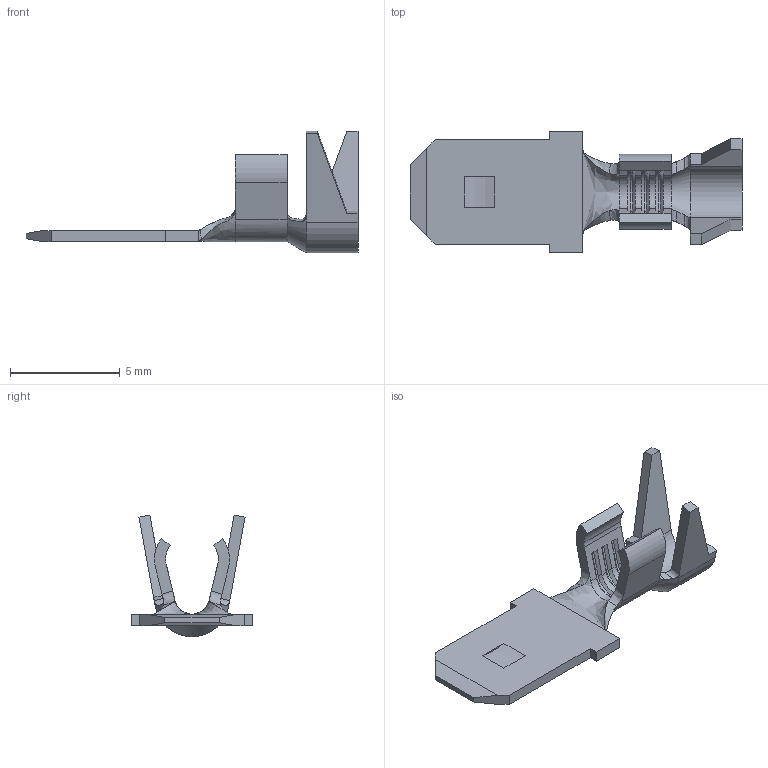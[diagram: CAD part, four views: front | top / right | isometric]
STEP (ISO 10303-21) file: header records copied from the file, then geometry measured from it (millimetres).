
FILE_DESCRIPTION (( 'STEP AP203' ), '1' );
FILE_NAME ('07948.STEP', '2015-01-29T13:24:17', ( '' ), ( '' ), 'SwSTEP 2.0', 'SolidWorks 2014', '' );
FILE_SCHEMA (( 'CONFIG_CONTROL_DESIGN' ));
Length unit declared in the file: inch
Products named in the file (1): 07948
Bounding box: 15.11 x 5.54 x 5.54 mm (x, y, z)
Volume: 42.4 mm3; surface area: 207.1 mm2
Topology: 1 solids, 1 shells, 143 faces, 365 edges, 230 vertices
Faces by surface type: plane 102, cylinder 19, bspline 16, cone 6
Entity records: 4873 total; most frequent: CARTESIAN_POINT 1466, ORIENTED_EDGE 730, DIRECTION 611, EDGE_CURVE 365, LINE 283, VECTOR 283, VERTEX_POINT 230, AXIS2_PLACEMENT_3D 164
